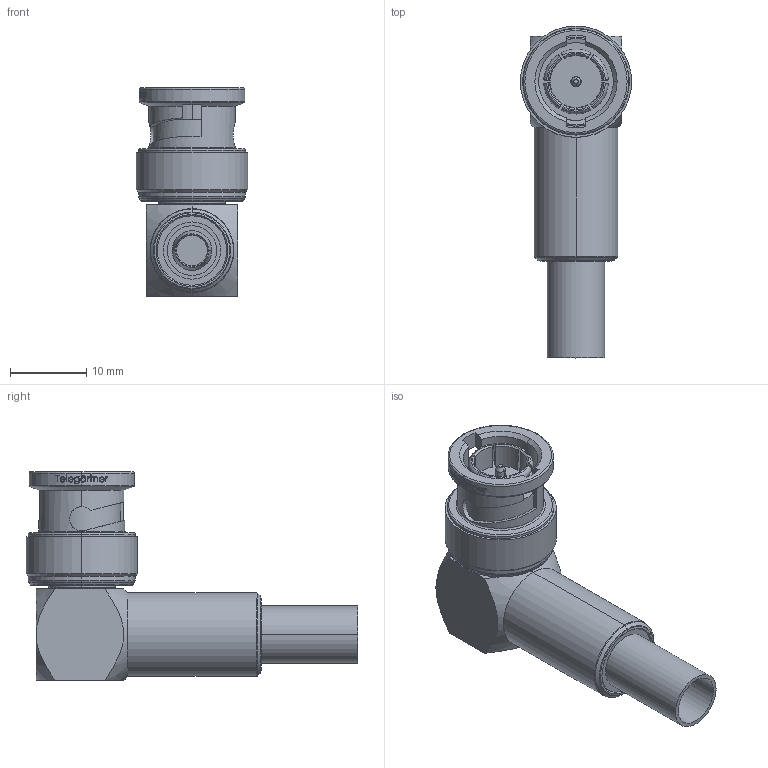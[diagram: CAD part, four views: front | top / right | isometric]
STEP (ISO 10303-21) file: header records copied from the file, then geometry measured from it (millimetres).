
FILE_DESCRIPTION (( 'STEP AP214' ), '1' );
FILE_NAME ('J01002A1377.STEP', '2019-07-03T12:48:48', ( '' ), ( '' ), 'SwSTEP 2.0', 'SolidWorks 2018', '' );
FILE_SCHEMA (( 'AUTOMOTIVE_DESIGN' ));
Length unit declared in the file: millimetre
Products named in the file (1): J01002A1377
Bounding box: 14.6 x 43.5 x 27.35 mm (x, y, z)
Volume: 5326.4 mm3; surface area: 3182.6 mm2
Topology: 1 solids, 1 shells, 327 faces, 824 edges, 530 vertices
Faces by surface type: plane 107, bspline 78, cylinder 72, cone 46, torus 24
Entity records: 16438 total; most frequent: CARTESIAN_POINT 5599, ORIENTED_EDGE 1648, DIRECTION 1298, EDGE_CURVE 824, VERTEX_POINT 530, AXIS2_PLACEMENT_3D 474, EDGE_LOOP 362, LINE 350
